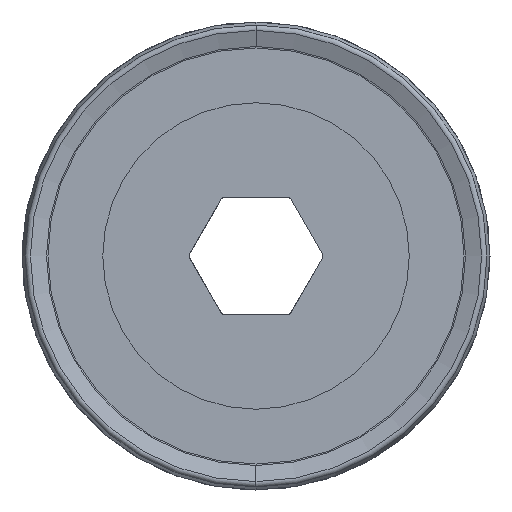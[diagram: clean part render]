
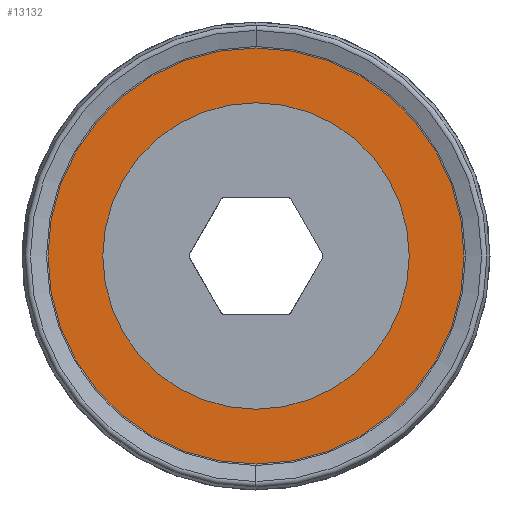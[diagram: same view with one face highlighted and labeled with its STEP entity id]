
A CAD part, left-side view. The second image highlights one B-rep face of the part: STEP entity #13132.
In plain terms, the highlighted face is planar.
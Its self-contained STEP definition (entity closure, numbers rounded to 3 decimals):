
#51 = AXIS2_PLACEMENT_3D ( 'NONE', #12550, #4041, #14039 ) ;
#141 = CARTESIAN_POINT ( 'NONE',  ( 0., 1., -12.44 ) ) ;
#2167 = ORIENTED_EDGE ( 'NONE', *, *, #18382, .T. ) ;
#3609 = CARTESIAN_POINT ( 'NONE',  ( 0., 1., 0. ) ) ;
#3945 = CARTESIAN_POINT ( 'NONE',  ( 0., 1., 12.44 ) ) ;
#3950 = ORIENTED_EDGE ( 'NONE', *, *, #6218, .T. ) ;
#4041 = DIRECTION ( 'NONE',  ( 0., -1., 0. ) ) ;
#4237 = DIRECTION ( 'NONE',  ( 0., -1., 0. ) ) ;
#4490 = EDGE_LOOP ( 'NONE', ( #13279, #21384 ) ) ;
#4853 = DIRECTION ( 'NONE',  ( 0., 1., 0. ) ) ;
#6130 = AXIS2_PLACEMENT_3D ( 'NONE', #19669, #4237, #12887 ) ;
#6137 = CIRCLE ( 'NONE', #51, 9.16 ) ;
#6218 = EDGE_CURVE ( 'NONE', #14605, #19137, #10623, .T. ) ;
#7212 = CARTESIAN_POINT ( 'NONE',  ( 0., 1., -9.16 ) ) ;
#7467 = DIRECTION ( 'NONE',  ( 0., 0., -1. ) ) ;
#7840 = FACE_BOUND ( 'NONE', #10705, .T. ) ;
#9677 = EDGE_CURVE ( 'NONE', #19126, #14790, #10545, .T. ) ;
#10545 = CIRCLE ( 'NONE', #20424, 12.44 ) ;
#10623 = CIRCLE ( 'NONE', #20090, 9.16 ) ;
#10705 = EDGE_LOOP ( 'NONE', ( #3950, #2167 ) ) ;
#10948 = CARTESIAN_POINT ( 'NONE',  ( 0., 1., 0. ) ) ;
#11750 = CARTESIAN_POINT ( 'NONE',  ( 0., 1., 0. ) ) ;
#12550 = CARTESIAN_POINT ( 'NONE',  ( 0., 1., 0. ) ) ;
#12887 = DIRECTION ( 'NONE',  ( 0., 0., -1. ) ) ;
#13132 = ADVANCED_FACE ( 'NONE', ( #13490, #7840 ), #14366, .F. ) ;
#13279 = ORIENTED_EDGE ( 'NONE', *, *, #20740, .T. ) ;
#13490 = FACE_OUTER_BOUND ( 'NONE', #4490, .T. ) ;
#14039 = DIRECTION ( 'NONE',  ( 0., 0., -1. ) ) ;
#14149 = CIRCLE ( 'NONE', #14374, 12.44 ) ;
#14366 = PLANE ( 'NONE',  #6130 ) ;
#14374 = AXIS2_PLACEMENT_3D ( 'NONE', #11750, #4853, #15190 ) ;
#14605 = VERTEX_POINT ( 'NONE', #7212 ) ;
#14620 = DIRECTION ( 'NONE',  ( 0., 0., -1. ) ) ;
#14790 = VERTEX_POINT ( 'NONE', #141 ) ;
#15190 = DIRECTION ( 'NONE',  ( 0., 0., -1. ) ) ;
#16256 = DIRECTION ( 'NONE',  ( 0., -1., 0. ) ) ;
#17674 = CARTESIAN_POINT ( 'NONE',  ( 0., 1., 9.16 ) ) ;
#18382 = EDGE_CURVE ( 'NONE', #19137, #14605, #6137, .T. ) ;
#19126 = VERTEX_POINT ( 'NONE', #3945 ) ;
#19137 = VERTEX_POINT ( 'NONE', #17674 ) ;
#19669 = CARTESIAN_POINT ( 'NONE',  ( 0., 1., 0. ) ) ;
#20090 = AXIS2_PLACEMENT_3D ( 'NONE', #10948, #16256, #14620 ) ;
#20424 = AXIS2_PLACEMENT_3D ( 'NONE', #3609, #21305, #7467 ) ;
#20740 = EDGE_CURVE ( 'NONE', #14790, #19126, #14149, .T. ) ;
#21305 = DIRECTION ( 'NONE',  ( 0., 1., 0. ) ) ;
#21384 = ORIENTED_EDGE ( 'NONE', *, *, #9677, .T. ) ;
